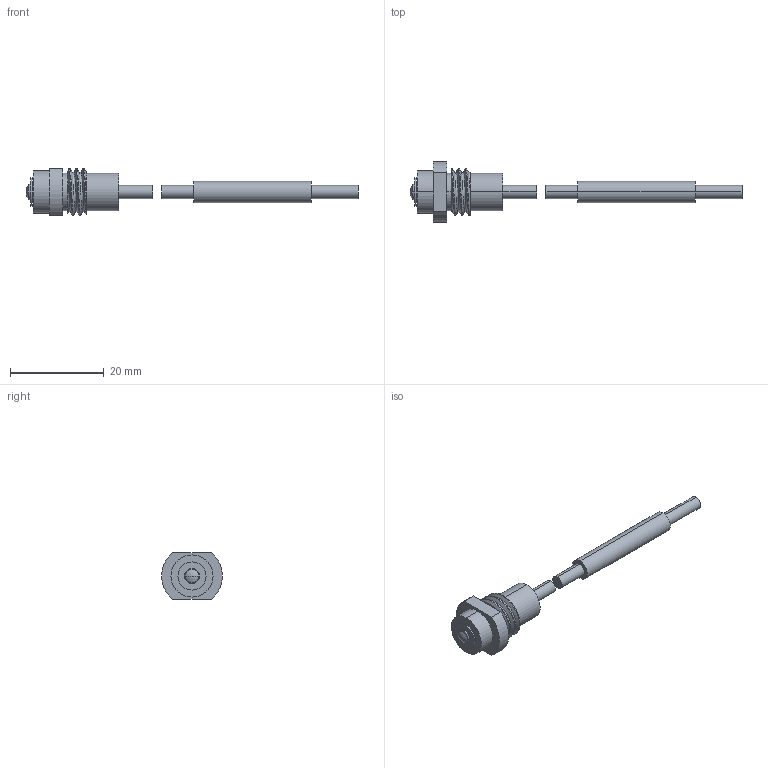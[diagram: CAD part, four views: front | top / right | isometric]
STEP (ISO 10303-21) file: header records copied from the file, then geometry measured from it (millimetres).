
FILE_DESCRIPTION (( 'STEP AP203' ), '1' );
FILE_NAME ('STM84A-L.STEP', '2017-11-24T01:28:17', ( '' ), ( '' ), 'SwSTEP 2.0', 'SolidWorks 2017', '' );
FILE_SCHEMA (( 'CONFIG_CONTROL_DESIGN' ));
Length unit declared in the file: millimetre
Products named in the file (1): STM84A-L
Bounding box: 70.8 x 12.96 x 10 mm (x, y, z)
Volume: 1770.3 mm3; surface area: 1511.4 mm2
Topology: 2 solids, 2 shells, 52 faces, 112 edges, 75 vertices
Faces by surface type: cylinder 28, plane 17, bspline 3, sphere 2, torus 2
Entity records: 2330 total; most frequent: CARTESIAN_POINT 1125, DIRECTION 246, ORIENTED_EDGE 224, EDGE_CURVE 112, AXIS2_PLACEMENT_3D 106, VERTEX_POINT 75, EDGE_LOOP 63, CIRCLE 56
